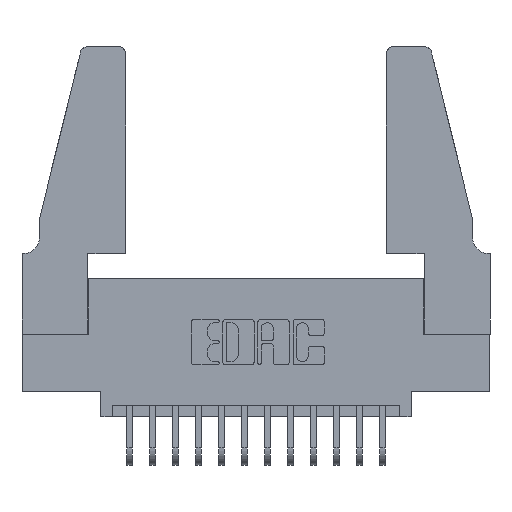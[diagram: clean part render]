
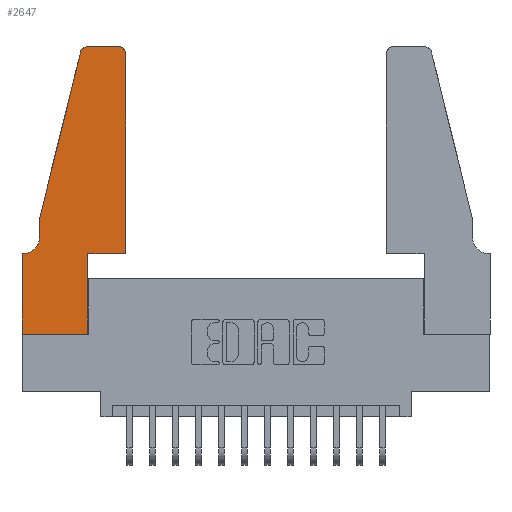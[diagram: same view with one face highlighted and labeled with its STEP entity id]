
A CAD part, top view. The second image highlights one B-rep face of the part: STEP entity #2647.
In plain terms, the highlighted planar face has unit normal (0, 0, 1).
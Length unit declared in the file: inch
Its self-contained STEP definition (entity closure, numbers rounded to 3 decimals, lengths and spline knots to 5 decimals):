
#240 = AXIS2_PLACEMENT_3D ( 'NONE', #10770, #6269, #4018 ) ;
#255 = LINE ( 'NONE', #7619, #9495 ) ;
#484 = VECTOR ( 'NONE', #6795, 39.37008 ) ;
#489 = CARTESIAN_POINT ( 'NONE',  ( 0.25487, 1.22718, 0.37 ) ) ;
#639 = EDGE_CURVE ( 'NONE', #10803, #11827, #12337, .T. ) ;
#876 = ORIENTED_EDGE ( 'NONE', *, *, #639, .T. ) ;
#1611 = CARTESIAN_POINT ( 'NONE',  ( 0.2865, 0.35, 0.37 ) ) ;
#1683 = ORIENTED_EDGE ( 'NONE', *, *, #5434, .T. ) ;
#1734 = DIRECTION ( 'NONE',  ( 0., 1., 0. ) ) ;
#2197 = VECTOR ( 'NONE', #8672, 39.37008 ) ;
#2249 = CARTESIAN_POINT ( 'NONE',  ( 0., 0., 0.37 ) ) ;
#2397 = AXIS2_PLACEMENT_3D ( 'NONE', #16800, #9737, #16625 ) ;
#2448 = DIRECTION ( 'NONE',  ( 0., -1., 0. ) ) ;
#2647 = ADVANCED_FACE ( 'NONE', ( #2672 ), #5843, .T. ) ;
#2672 = FACE_OUTER_BOUND ( 'NONE', #16865, .T. ) ;
#2709 = CARTESIAN_POINT ( 'NONE',  ( 0.0755, 0.42, 0.37 ) ) ;
#3174 = VERTEX_POINT ( 'NONE', #16083 ) ;
#3730 = VECTOR ( 'NONE', #1734, 39.37008 ) ;
#3885 = LINE ( 'NONE', #9447, #5565 ) ;
#3964 = CARTESIAN_POINT ( 'NONE',  ( 0., 0.35, 0.37 ) ) ;
#4018 = DIRECTION ( 'NONE',  ( 1., 0., 0. ) ) ;
#4319 = CARTESIAN_POINT ( 'NONE',  ( 0., 0., 0.37 ) ) ;
#4455 = LINE ( 'NONE', #2249, #13958 ) ;
#4468 = EDGE_CURVE ( 'NONE', #10982, #9271, #6806, .T. ) ;
#4667 = ORIENTED_EDGE ( 'NONE', *, *, #14996, .T. ) ;
#4732 = DIRECTION ( 'NONE',  ( 0., -1., 0. ) ) ;
#5269 = ORIENTED_EDGE ( 'NONE', *, *, #8952, .T. ) ;
#5434 = EDGE_CURVE ( 'NONE', #3174, #5552, #6351, .T. ) ;
#5552 = VERTEX_POINT ( 'NONE', #10992 ) ;
#5554 = AXIS2_PLACEMENT_3D ( 'NONE', #11008, #15291, #13852 ) ;
#5565 = VECTOR ( 'NONE', #16025, 39.37008 ) ;
#5602 = EDGE_CURVE ( 'NONE', #13187, #3174, #10330, .T. ) ;
#5843 = PLANE ( 'NONE',  #5554 ) ;
#6004 = ORIENTED_EDGE ( 'NONE', *, *, #10556, .T. ) ;
#6060 = CARTESIAN_POINT ( 'NONE',  ( 0.0755, 0.5, 0.37 ) ) ;
#6269 = DIRECTION ( 'NONE',  ( 0., 0., 1. ) ) ;
#6282 = CIRCLE ( 'NONE', #2397, 0.03 ) ;
#6318 = VERTEX_POINT ( 'NONE', #11472 ) ;
#6351 = LINE ( 'NONE', #9139, #16295 ) ;
#6482 = EDGE_CURVE ( 'NONE', #6318, #10803, #255, .T. ) ;
#6795 = DIRECTION ( 'NONE',  ( 1., 0., 0. ) ) ;
#6806 = LINE ( 'NONE', #8973, #11600 ) ;
#6855 = CARTESIAN_POINT ( 'NONE',  ( 0.0055, 0.35, 0.37 ) ) ;
#7474 = VERTEX_POINT ( 'NONE', #15637 ) ;
#7619 = CARTESIAN_POINT ( 'NONE',  ( 0.0755, 0.5, 0.37 ) ) ;
#8370 = ORIENTED_EDGE ( 'NONE', *, *, #6482, .T. ) ;
#8672 = DIRECTION ( 'NONE',  ( -0.239, -0.971, 0. ) ) ;
#8952 = EDGE_CURVE ( 'NONE', #9075, #7474, #3885, .T. ) ;
#8973 = CARTESIAN_POINT ( 'NONE',  ( 0.2605, 1.25, 0.37 ) ) ;
#9075 = VERTEX_POINT ( 'NONE', #4319 ) ;
#9139 = CARTESIAN_POINT ( 'NONE',  ( 0.4505, 0.35, 0.37 ) ) ;
#9144 = DIRECTION ( 'NONE',  ( -1., 0., 0. ) ) ;
#9271 = VERTEX_POINT ( 'NONE', #11276 ) ;
#9447 = CARTESIAN_POINT ( 'NONE',  ( 0., 0., 0.37 ) ) ;
#9495 = VECTOR ( 'NONE', #2448, 39.37008 ) ;
#9737 = DIRECTION ( 'NONE',  ( 0., 0., 1. ) ) ;
#10056 = DIRECTION ( 'NONE',  ( -1., 0., 0. ) ) ;
#10135 = VERTEX_POINT ( 'NONE', #489 ) ;
#10330 = LINE ( 'NONE', #16352, #484 ) ;
#10556 = EDGE_CURVE ( 'NONE', #17169, #9075, #4455, .T. ) ;
#10770 = CARTESIAN_POINT ( 'NONE',  ( 0.284, 1.22, 0.37 ) ) ;
#10803 = VERTEX_POINT ( 'NONE', #2709 ) ;
#10838 = CARTESIAN_POINT ( 'NONE',  ( 0.4205, 1.25, 0.37 ) ) ;
#10859 = LINE ( 'NONE', #1611, #3730 ) ;
#10922 = ORIENTED_EDGE ( 'NONE', *, *, #15633, .T. ) ;
#10982 = VERTEX_POINT ( 'NONE', #10838 ) ;
#10992 = CARTESIAN_POINT ( 'NONE',  ( 0.4505, 1.22, 0.37 ) ) ;
#11008 = CARTESIAN_POINT ( 'NONE',  ( 0., 0.35, 0.37 ) ) ;
#11276 = CARTESIAN_POINT ( 'NONE',  ( 0.284, 1.25, 0.37 ) ) ;
#11472 = CARTESIAN_POINT ( 'NONE',  ( 0.0755, 0.5, 0.37 ) ) ;
#11600 = VECTOR ( 'NONE', #9144, 39.37008 ) ;
#11827 = VERTEX_POINT ( 'NONE', #6855 ) ;
#12337 = CIRCLE ( 'NONE', #16969, 0.07 ) ;
#12390 = ORIENTED_EDGE ( 'NONE', *, *, #15104, .T. ) ;
#12569 = VECTOR ( 'NONE', #14305, 39.37008 ) ;
#12729 = ORIENTED_EDGE ( 'NONE', *, *, #5602, .T. ) ;
#13143 = EDGE_CURVE ( 'NONE', #5552, #10982, #6282, .T. ) ;
#13187 = VERTEX_POINT ( 'NONE', #15484 ) ;
#13332 = DIRECTION ( 'NONE',  ( 0., 1., 0. ) ) ;
#13852 = DIRECTION ( 'NONE',  ( 1., 0., 0. ) ) ;
#13958 = VECTOR ( 'NONE', #4732, 39.37008 ) ;
#13987 = EDGE_CURVE ( 'NONE', #9271, #10135, #17221, .T. ) ;
#14020 = CARTESIAN_POINT ( 'NONE',  ( 0.0055, 0.42, 0.37 ) ) ;
#14130 = ORIENTED_EDGE ( 'NONE', *, *, #13143, .T. ) ;
#14305 = DIRECTION ( 'NONE',  ( -1., 0., 0. ) ) ;
#14996 = EDGE_CURVE ( 'NONE', #10135, #6318, #16624, .T. ) ;
#15104 = EDGE_CURVE ( 'NONE', #11827, #17169, #16210, .T. ) ;
#15291 = DIRECTION ( 'NONE',  ( 0., 0., 1. ) ) ;
#15484 = CARTESIAN_POINT ( 'NONE',  ( 0.2865, 0.35, 0.37 ) ) ;
#15582 = ORIENTED_EDGE ( 'NONE', *, *, #13987, .T. ) ;
#15633 = EDGE_CURVE ( 'NONE', #7474, #13187, #10859, .T. ) ;
#15637 = CARTESIAN_POINT ( 'NONE',  ( 0.2865, 0., 0.37 ) ) ;
#15768 = ORIENTED_EDGE ( 'NONE', *, *, #4468, .T. ) ;
#15800 = CARTESIAN_POINT ( 'NONE',  ( 0.0755, 0.35, 0.37 ) ) ;
#16025 = DIRECTION ( 'NONE',  ( 1., 0., 0. ) ) ;
#16083 = CARTESIAN_POINT ( 'NONE',  ( 0.4505, 0.35, 0.37 ) ) ;
#16210 = LINE ( 'NONE', #15800, #12569 ) ;
#16295 = VECTOR ( 'NONE', #13332, 39.37008 ) ;
#16352 = CARTESIAN_POINT ( 'NONE',  ( 0.4505, 0.35, 0.37 ) ) ;
#16624 = LINE ( 'NONE', #6060, #2197 ) ;
#16625 = DIRECTION ( 'NONE',  ( 1., 0., 0. ) ) ;
#16800 = CARTESIAN_POINT ( 'NONE',  ( 0.4205, 1.22, 0.37 ) ) ;
#16865 = EDGE_LOOP ( 'NONE', ( #15768, #15582, #4667, #8370, #876, #12390, #6004, #5269, #10922, #12729, #1683, #14130 ) ) ;
#16932 = DIRECTION ( 'NONE',  ( 0., 0., -1. ) ) ;
#16969 = AXIS2_PLACEMENT_3D ( 'NONE', #14020, #16932, #10056 ) ;
#17169 = VERTEX_POINT ( 'NONE', #3964 ) ;
#17221 = CIRCLE ( 'NONE', #240, 0.03 ) ;
